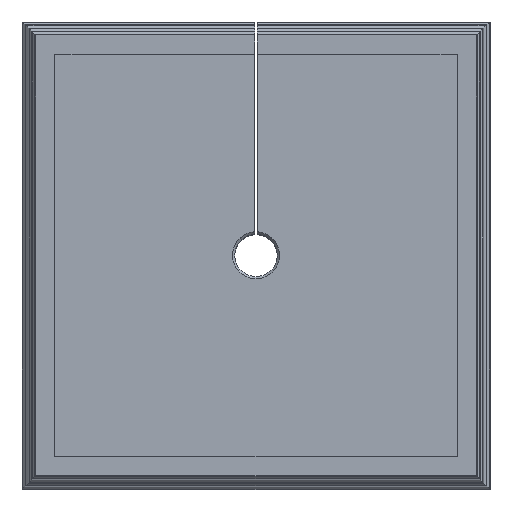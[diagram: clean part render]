
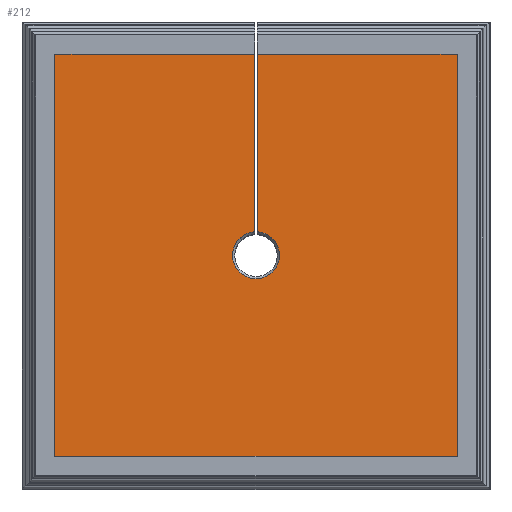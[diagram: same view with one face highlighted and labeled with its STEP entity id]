
A CAD part, top view. The second image highlights one B-rep face of the part: STEP entity #212.
In plain terms, the highlighted planar face has unit normal (0, 0, 1).
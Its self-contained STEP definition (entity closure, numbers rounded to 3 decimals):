
#55=CIRCLE('',#2190,1.);
#212=ADVANCED_FACE('',(#417),#325,.T.);
#325=PLANE('',#2191);
#417=FACE_OUTER_BOUND('',#538,.T.);
#538=EDGE_LOOP('',(#863,#864,#865,#866,#867,#868,#869,#870));
#863=ORIENTED_EDGE('',*,*,#1566,.F.);
#864=ORIENTED_EDGE('',*,*,#1567,.T.);
#865=ORIENTED_EDGE('',*,*,#1568,.T.);
#866=ORIENTED_EDGE('',*,*,#1569,.T.);
#867=ORIENTED_EDGE('',*,*,#1570,.T.);
#868=ORIENTED_EDGE('',*,*,#1431,.T.);
#869=ORIENTED_EDGE('',*,*,#1571,.F.);
#870=ORIENTED_EDGE('',*,*,#1572,.F.);
#1231=VERTEX_POINT('',#2799);
#1233=VERTEX_POINT('',#2802);
#1325=VERTEX_POINT('',#3220);
#1326=VERTEX_POINT('',#3221);
#1327=VERTEX_POINT('',#3223);
#1328=VERTEX_POINT('',#3225);
#1329=VERTEX_POINT('',#3227);
#1330=VERTEX_POINT('',#3230);
#1431=EDGE_CURVE('',#1233,#1231,#1732,.T.);
#1566=EDGE_CURVE('',#1325,#1326,#1832,.T.);
#1567=EDGE_CURVE('',#1325,#1327,#1833,.T.);
#1568=EDGE_CURVE('',#1327,#1328,#1834,.T.);
#1569=EDGE_CURVE('',#1328,#1329,#1835,.T.);
#1570=EDGE_CURVE('',#1329,#1233,#1836,.T.);
#1571=EDGE_CURVE('',#1330,#1231,#1837,.T.);
#1572=EDGE_CURVE('',#1326,#1330,#55,.T.);
#1732=LINE('',#2801,#1940);
#1832=LINE('',#3219,#2040);
#1833=LINE('',#3222,#2041);
#1834=LINE('',#3224,#2042);
#1835=LINE('',#3226,#2043);
#1836=LINE('',#3228,#2044);
#1837=LINE('',#3229,#2045);
#1940=VECTOR('',#2313,1.);
#2040=VECTOR('',#2501,1.);
#2041=VECTOR('',#2502,1.);
#2042=VECTOR('',#2503,1.);
#2043=VECTOR('',#2504,1.);
#2044=VECTOR('',#2505,1.);
#2045=VECTOR('',#2506,1.);
#2190=AXIS2_PLACEMENT_3D('',#3231,#2507,#2508);
#2191=AXIS2_PLACEMENT_3D('',#3232,#2509,#2510);
#2313=DIRECTION('',(-1.,0.,0.));
#2501=DIRECTION('',(0.,-1.,0.));
#2502=DIRECTION('',(-1.,0.,0.));
#2503=DIRECTION('',(0.,-1.,0.));
#2504=DIRECTION('',(1.,0.,0.));
#2505=DIRECTION('',(0.,1.,0.));
#2506=DIRECTION('',(0.,1.,0.));
#2507=DIRECTION('',(0.,0.,1.));
#2508=DIRECTION('',(1.,0.,0.));
#2509=DIRECTION('',(0.,0.,1.));
#2510=DIRECTION('',(-1.,0.,0.));
#2799=CARTESIAN_POINT('',(0.05,8.55,17.7));
#2801=CARTESIAN_POINT('',(8.55,8.55,17.7));
#2802=CARTESIAN_POINT('',(8.55,8.55,17.7));
#3219=CARTESIAN_POINT('',(-0.05,0.,17.7));
#3220=CARTESIAN_POINT('',(-0.05,8.55,17.7));
#3221=CARTESIAN_POINT('',(-0.05,0.999,17.7));
#3222=CARTESIAN_POINT('',(8.55,8.55,17.7));
#3223=CARTESIAN_POINT('',(-8.55,8.55,17.7));
#3224=CARTESIAN_POINT('',(-8.55,8.55,17.7));
#3225=CARTESIAN_POINT('',(-8.55,-8.55,17.7));
#3226=CARTESIAN_POINT('',(-8.55,-8.55,17.7));
#3227=CARTESIAN_POINT('',(8.55,-8.55,17.7));
#3228=CARTESIAN_POINT('',(8.55,-8.55,17.7));
#3229=CARTESIAN_POINT('',(0.05,0.,17.7));
#3230=CARTESIAN_POINT('',(0.05,0.999,17.7));
#3231=CARTESIAN_POINT('',(0.,0.,17.7));
#3232=CARTESIAN_POINT('',(0.,0.,17.7));
